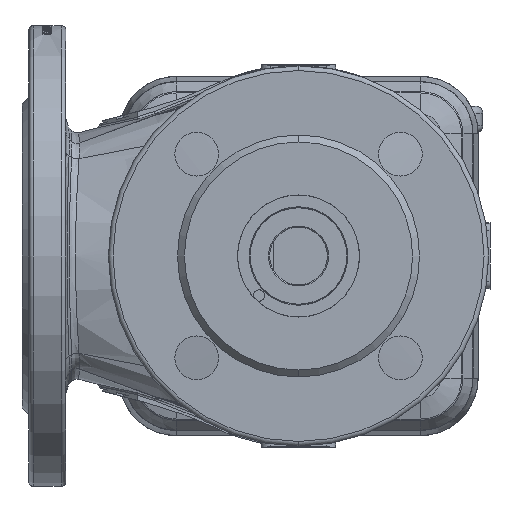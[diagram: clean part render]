
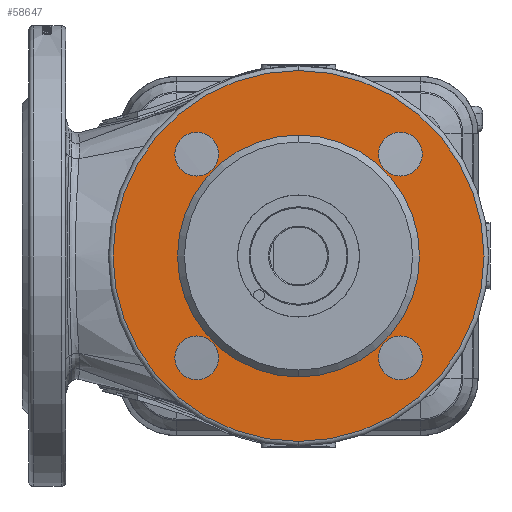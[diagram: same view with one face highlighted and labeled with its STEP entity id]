
A CAD part, front view. The second image highlights one B-rep face of the part: STEP entity #58647.
In plain terms, the highlighted planar face has unit normal (0, -1, 0).
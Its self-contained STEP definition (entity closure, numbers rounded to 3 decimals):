
#998 = CIRCLE ( 'NONE', #57666, 9.5 ) ;
#4596 = CIRCLE ( 'NONE', #174939, 52.5 ) ;
#4789 = CARTESIAN_POINT ( 'NONE',  ( 44.194, -147., 44.194 ) ) ;
#7083 = ORIENTED_EDGE ( 'NONE', *, *, #76843, .T. ) ;
#7306 = EDGE_LOOP ( 'NONE', ( #100768, #44144 ) ) ;
#9541 = DIRECTION ( 'NONE',  ( 0., -1., 0. ) ) ;
#9905 = VERTEX_POINT ( 'NONE', #157740 ) ;
#10906 = CARTESIAN_POINT ( 'NONE',  ( -44.194, -147., 34.694 ) ) ;
#11181 = DIRECTION ( 'NONE',  ( 0., 0., 1. ) ) ;
#14760 = VERTEX_POINT ( 'NONE', #62783 ) ;
#19065 = ORIENTED_EDGE ( 'NONE', *, *, #32718, .F. ) ;
#22602 = VERTEX_POINT ( 'NONE', #76316 ) ;
#25209 = DIRECTION ( 'NONE',  ( 0., 0., 1. ) ) ;
#25698 = VERTEX_POINT ( 'NONE', #148276 ) ;
#27060 = DIRECTION ( 'NONE',  ( 0., -1., 0. ) ) ;
#27624 = CIRCLE ( 'NONE', #68498, 80.5 ) ;
#27789 = EDGE_CURVE ( 'NONE', #85784, #25698, #78466, .T. ) ;
#27826 = EDGE_LOOP ( 'NONE', ( #71492, #73518 ) ) ;
#27920 = ORIENTED_EDGE ( 'NONE', *, *, #101904, .F. ) ;
#32718 = EDGE_CURVE ( 'NONE', #38979, #80010, #50479, .T. ) ;
#35383 = DIRECTION ( 'NONE',  ( 0., 0., -1. ) ) ;
#36042 = CIRCLE ( 'NONE', #165481, 9.5 ) ;
#36636 = AXIS2_PLACEMENT_3D ( 'NONE', #194010, #136537, #58569 ) ;
#38775 = AXIS2_PLACEMENT_3D ( 'NONE', #91720, #168740, #64975 ) ;
#38807 = EDGE_LOOP ( 'NONE', ( #27920, #19065 ) ) ;
#38971 = EDGE_CURVE ( 'NONE', #161386, #14760, #86553, .T. ) ;
#38979 = VERTEX_POINT ( 'NONE', #170237 ) ;
#39120 = CARTESIAN_POINT ( 'NONE',  ( -44.194, -147., 53.694 ) ) ;
#43563 = VERTEX_POINT ( 'NONE', #80474 ) ;
#44027 = DIRECTION ( 'NONE',  ( 0., -1., 0. ) ) ;
#44144 = ORIENTED_EDGE ( 'NONE', *, *, #27789, .F. ) ;
#47286 = FACE_OUTER_BOUND ( 'NONE', #117728, .T. ) ;
#47817 = CARTESIAN_POINT ( 'NONE',  ( -44.194, -147., -44.194 ) ) ;
#48246 = PLANE ( 'NONE',  #38775 ) ;
#48300 = DIRECTION ( 'NONE',  ( 0., 1., 0. ) ) ;
#49693 = ORIENTED_EDGE ( 'NONE', *, *, #119133, .F. ) ;
#50479 = CIRCLE ( 'NONE', #119786, 9.5 ) ;
#51224 = EDGE_CURVE ( 'NONE', #14760, #161386, #193838, .T. ) ;
#56841 = AXIS2_PLACEMENT_3D ( 'NONE', #191290, #44027, #179383 ) ;
#57666 = AXIS2_PLACEMENT_3D ( 'NONE', #104261, #89445, #178364 ) ;
#58172 = AXIS2_PLACEMENT_3D ( 'NONE', #47817, #122768, #108998 ) ;
#58548 = CARTESIAN_POINT ( 'NONE',  ( -44.194, -147., -44.194 ) ) ;
#58569 = DIRECTION ( 'NONE',  ( 0., 0., -1. ) ) ;
#58647 = ADVANCED_FACE ( 'NONE', ( #95630, #77824, #140027, #125162, #154861, #47286 ), #48246, .T. ) ;
#62783 = CARTESIAN_POINT ( 'NONE',  ( -44.194, -147., -34.694 ) ) ;
#63049 = EDGE_CURVE ( 'NONE', #79643, #105067, #96529, .T. ) ;
#64975 = DIRECTION ( 'NONE',  ( 0., 0., -1. ) ) ;
#64991 = DIRECTION ( 'NONE',  ( 0., -1., 0. ) ) ;
#66845 = ORIENTED_EDGE ( 'NONE', *, *, #126758, .F. ) ;
#67677 = DIRECTION ( 'NONE',  ( 0., 1., 0. ) ) ;
#68498 = AXIS2_PLACEMENT_3D ( 'NONE', #110848, #189932, #96067 ) ;
#69790 = DIRECTION ( 'NONE',  ( 0., 0., -1. ) ) ;
#69822 = AXIS2_PLACEMENT_3D ( 'NONE', #123263, #48300, #93710 ) ;
#70591 = AXIS2_PLACEMENT_3D ( 'NONE', #127897, #67677, #25209 ) ;
#70763 = CARTESIAN_POINT ( 'NONE',  ( 44.194, -147., -44.194 ) ) ;
#71492 = ORIENTED_EDGE ( 'NONE', *, *, #51224, .F. ) ;
#72585 = VERTEX_POINT ( 'NONE', #94176 ) ;
#73518 = ORIENTED_EDGE ( 'NONE', *, *, #38971, .F. ) ;
#75146 = ORIENTED_EDGE ( 'NONE', *, *, #99396, .T. ) ;
#76316 = CARTESIAN_POINT ( 'NONE',  ( 0., -147., 80.5 ) ) ;
#76843 = EDGE_CURVE ( 'NONE', #43563, #9905, #4596, .T. ) ;
#77824 = FACE_BOUND ( 'NONE', #38807, .T. ) ;
#78466 = CIRCLE ( 'NONE', #128938, 9.5 ) ;
#79643 = VERTEX_POINT ( 'NONE', #10906 ) ;
#80010 = VERTEX_POINT ( 'NONE', #143558 ) ;
#80474 = CARTESIAN_POINT ( 'NONE',  ( 0., -147., -52.5 ) ) ;
#85784 = VERTEX_POINT ( 'NONE', #190537 ) ;
#86553 = CIRCLE ( 'NONE', #58172, 9.5 ) ;
#89445 = DIRECTION ( 'NONE',  ( 0., -1., 0. ) ) ;
#89652 = EDGE_LOOP ( 'NONE', ( #175552, #93106 ) ) ;
#91720 = CARTESIAN_POINT ( 'NONE',  ( -52.5, -147., 0. ) ) ;
#93106 = ORIENTED_EDGE ( 'NONE', *, *, #63049, .F. ) ;
#93710 = DIRECTION ( 'NONE',  ( 0., 0., 1. ) ) ;
#94176 = CARTESIAN_POINT ( 'NONE',  ( 0., -147., -80.5 ) ) ;
#95630 = FACE_BOUND ( 'NONE', #89652, .T. ) ;
#96067 = DIRECTION ( 'NONE',  ( 0., 0., 1. ) ) ;
#96529 = CIRCLE ( 'NONE', #36636, 9.5 ) ;
#98998 = AXIS2_PLACEMENT_3D ( 'NONE', #58548, #133628, #118760 ) ;
#99396 = EDGE_CURVE ( 'NONE', #9905, #43563, #146251, .T. ) ;
#100768 = ORIENTED_EDGE ( 'NONE', *, *, #189743, .F. ) ;
#101904 = EDGE_CURVE ( 'NONE', #80010, #38979, #36042, .T. ) ;
#104261 = CARTESIAN_POINT ( 'NONE',  ( -44.194, -147., 44.194 ) ) ;
#105067 = VERTEX_POINT ( 'NONE', #39120 ) ;
#108998 = DIRECTION ( 'NONE',  ( 0., 0., -1. ) ) ;
#110848 = CARTESIAN_POINT ( 'NONE',  ( 0., -147., 0. ) ) ;
#114997 = CARTESIAN_POINT ( 'NONE',  ( 44.194, -147., -44.194 ) ) ;
#117728 = EDGE_LOOP ( 'NONE', ( #66845, #49693 ) ) ;
#118760 = DIRECTION ( 'NONE',  ( 0., 0., -1. ) ) ;
#119133 = EDGE_CURVE ( 'NONE', #72585, #22602, #192873, .T. ) ;
#119786 = AXIS2_PLACEMENT_3D ( 'NONE', #70763, #9541, #69790 ) ;
#120772 = EDGE_CURVE ( 'NONE', #105067, #79643, #998, .T. ) ;
#122768 = DIRECTION ( 'NONE',  ( 0., -1., 0. ) ) ;
#123263 = CARTESIAN_POINT ( 'NONE',  ( 0., -147., 0. ) ) ;
#125162 = FACE_BOUND ( 'NONE', #7306, .T. ) ;
#126758 = EDGE_CURVE ( 'NONE', #22602, #72585, #27624, .T. ) ;
#127897 = CARTESIAN_POINT ( 'NONE',  ( 0., -147., 0. ) ) ;
#128938 = AXIS2_PLACEMENT_3D ( 'NONE', #4789, #64991, #35383 ) ;
#133628 = DIRECTION ( 'NONE',  ( 0., -1., 0. ) ) ;
#136537 = DIRECTION ( 'NONE',  ( 0., -1., 0. ) ) ;
#140027 = FACE_BOUND ( 'NONE', #27826, .T. ) ;
#141982 = CIRCLE ( 'NONE', #56841, 9.5 ) ;
#143558 = CARTESIAN_POINT ( 'NONE',  ( 44.194, -147., -34.694 ) ) ;
#146251 = CIRCLE ( 'NONE', #70591, 52.5 ) ;
#146540 = DIRECTION ( 'NONE',  ( 0., 0., -1. ) ) ;
#148276 = CARTESIAN_POINT ( 'NONE',  ( 44.194, -147., 53.694 ) ) ;
#154861 = FACE_BOUND ( 'NONE', #177857, .T. ) ;
#157740 = CARTESIAN_POINT ( 'NONE',  ( 0., -147., 52.5 ) ) ;
#161386 = VERTEX_POINT ( 'NONE', #187846 ) ;
#165481 = AXIS2_PLACEMENT_3D ( 'NONE', #114997, #27060, #146540 ) ;
#168740 = DIRECTION ( 'NONE',  ( 0., -1., 0. ) ) ;
#170237 = CARTESIAN_POINT ( 'NONE',  ( 44.194, -147., -53.694 ) ) ;
#174939 = AXIS2_PLACEMENT_3D ( 'NONE', #193985, #179099, #11181 ) ;
#175552 = ORIENTED_EDGE ( 'NONE', *, *, #120772, .F. ) ;
#177857 = EDGE_LOOP ( 'NONE', ( #75146, #7083 ) ) ;
#178364 = DIRECTION ( 'NONE',  ( 0., 0., -1. ) ) ;
#179099 = DIRECTION ( 'NONE',  ( 0., 1., 0. ) ) ;
#179383 = DIRECTION ( 'NONE',  ( 0., 0., -1. ) ) ;
#187846 = CARTESIAN_POINT ( 'NONE',  ( -44.194, -147., -53.694 ) ) ;
#189743 = EDGE_CURVE ( 'NONE', #25698, #85784, #141982, .T. ) ;
#189932 = DIRECTION ( 'NONE',  ( 0., 1., 0. ) ) ;
#190537 = CARTESIAN_POINT ( 'NONE',  ( 44.194, -147., 34.694 ) ) ;
#191290 = CARTESIAN_POINT ( 'NONE',  ( 44.194, -147., 44.194 ) ) ;
#192873 = CIRCLE ( 'NONE', #69822, 80.5 ) ;
#193838 = CIRCLE ( 'NONE', #98998, 9.5 ) ;
#193985 = CARTESIAN_POINT ( 'NONE',  ( 0., -147., 0. ) ) ;
#194010 = CARTESIAN_POINT ( 'NONE',  ( -44.194, -147., 44.194 ) ) ;
